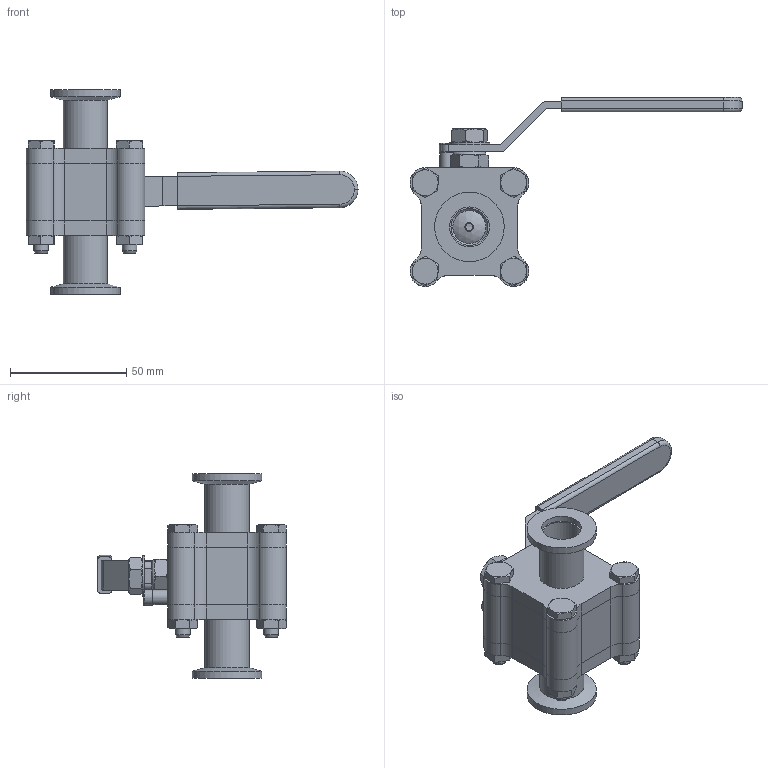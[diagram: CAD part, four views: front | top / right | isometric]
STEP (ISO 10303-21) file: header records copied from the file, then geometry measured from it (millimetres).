
FILE_DESCRIPTION(/* description */ (''),/* implementation_level */ '2;1');
FILE_NAME(/* name */ '3000028d.stp',/* time_stamp */ '2020-10-06T14:25:00-04:00',/* author */ ('Sana_M'),/* organization */ (''),/* preprocessor_version */ 'ST-DEVELOPER v16.13',/* originating_system */ 'Autodesk Inventor 2018',/* authorisation */ '');
FILE_SCHEMA (('AUTOMOTIVE_DESIGN { 1 0 10303 214 3 1 1 }'));
Length unit declared in the file: inch
Products named in the file (1): 3000028d
Bounding box: 143.02 x 81.41 x 88.14 mm (x, y, z)
Surface area: 41741.8 mm2 (no closed solid volume)
Topology: 0 solids, 27 shells, 308 faces, 836 edges, 555 vertices
Faces by surface type: plane 127, cone 107, cylinder 67, torus 6, sphere 1
Full cylindrical faces by diameter (mm): 3.175 x1, 3.302 x3, 6.35 x5, 6.858 x1, 8.382 x1, 14.275 x1, 15.875 x2, 17.196 x2, 17.577 x1, 19.05 x2, 20.193 x1, 20.32 x1, 29.972 x2
Entity records: 9597 total; most frequent: CARTESIAN_POINT 2138, DIRECTION 1514, ORIENTED_EDGE 1329, EDGE_CURVE 780, AXIS2_PLACEMENT_3D 631, VERTEX_POINT 540, EDGE_LOOP 388, CIRCLE 322
